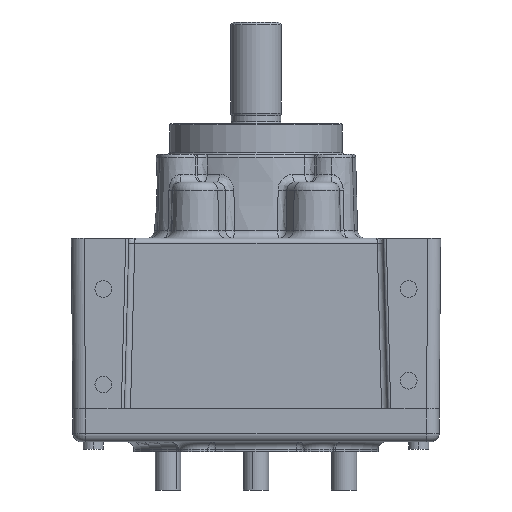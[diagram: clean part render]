
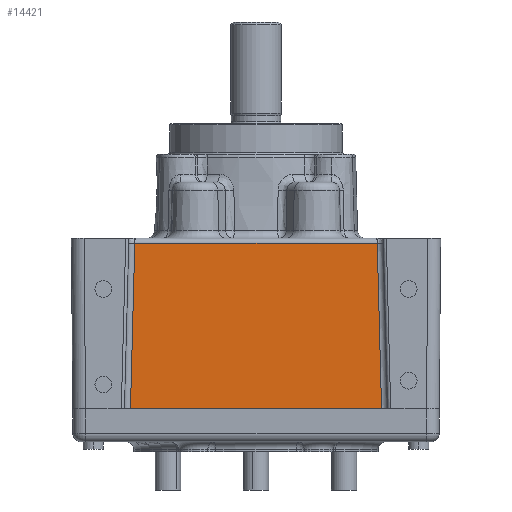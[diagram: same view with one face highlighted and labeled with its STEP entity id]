
A CAD part, front view. The second image highlights one B-rep face of the part: STEP entity #14421.
In plain terms, the highlighted planar face has unit normal (0, -1, -0.018).
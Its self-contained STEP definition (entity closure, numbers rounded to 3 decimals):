
#455 = EDGE_LOOP ( 'NONE', ( #3388, #8907, #6480, #8033 ) ) ;
#858 = VERTEX_POINT ( 'NONE', #4659 ) ;
#874 = CARTESIAN_POINT ( 'NONE',  ( -24.677, -63.943, -0.2 ) ) ;
#2481 = FACE_OUTER_BOUND ( 'NONE', #455, .T. ) ;
#2524 = EDGE_CURVE ( 'Defeature ausgef�hrt7_39+Defeature ausgef�hrt7_289+Defeature ausgef�hrt7_216+Defeature ausgef�hrt7_214', #5897, #858, #11023, .T. ) ;
#2564 = DIRECTION ( 'NONE',  ( 1., 0., 0. ) ) ;
#2601 = CARTESIAN_POINT ( 'NONE',  ( -25., -63.943, -0.2 ) ) ;
#2602 = EDGE_CURVE ( 'Defeature ausgef�hrt7_39+Defeature ausgef�hrt7_216+Defeature ausgef�hrt7_136+Defeature ausgef�hrt7_289', #6456, #5897, #9590, .T. ) ;
#3060 = VECTOR ( 'NONE', #5131, 1000. ) ;
#3388 = ORIENTED_EDGE ( 'NONE', *, *, #2602, .T. ) ;
#3635 = VECTOR ( 'NONE', #11207, 1000. ) ;
#4322 = CARTESIAN_POINT ( 'NONE',  ( -25., -64.527, 33.3 ) ) ;
#4484 = AXIS2_PLACEMENT_3D ( 'NONE', #4322, #12390, #5484 ) ;
#4659 = CARTESIAN_POINT ( 'NONE',  ( 24.677, -63.943, -0.2 ) ) ;
#4897 = CARTESIAN_POINT ( 'NONE',  ( -23.827, -64.51, 32.283 ) ) ;
#5131 = DIRECTION ( 'NONE',  ( -0.026, 0.017, -1. ) ) ;
#5484 = DIRECTION ( 'NONE',  ( 0., 0.017, -1. ) ) ;
#5897 = VERTEX_POINT ( 'NONE', #874 ) ;
#6456 = VERTEX_POINT ( 'NONE', #4897 ) ;
#6480 = ORIENTED_EDGE ( 'NONE', *, *, #12360, .T. ) ;
#6611 = PLANE ( 'NONE',  #4484 ) ;
#6621 = CARTESIAN_POINT ( 'NONE',  ( 23.828, -64.509, 32.251 ) ) ;
#6921 = DIRECTION ( 'NONE',  ( -1., 0., 0. ) ) ;
#7616 = VECTOR ( 'NONE', #2564, 1000. ) ;
#8033 = ORIENTED_EDGE ( 'NONE', *, *, #9195, .T. ) ;
#8661 = LINE ( 'NONE', #14990, #14444 ) ;
#8907 = ORIENTED_EDGE ( 'NONE', *, *, #2524, .T. ) ;
#9195 = EDGE_CURVE ( 'Defeature ausgef�hrt7_39+Defeature ausgef�hrt7_136+Defeature ausgef�hrt7_214+Defeature ausgef�hrt7_216', #11085, #6456, #8661, .T. ) ;
#9429 = LINE ( 'NONE', #6621, #3635 ) ;
#9590 = LINE ( 'NONE', #12028, #3060 ) ;
#11023 = LINE ( 'NONE', #2601, #7616 ) ;
#11085 = VERTEX_POINT ( 'NONE', #14183 ) ;
#11207 = DIRECTION ( 'NONE',  ( -0.026, -0.017, 1. ) ) ;
#12028 = CARTESIAN_POINT ( 'NONE',  ( -24.691, -63.933, -0.731 ) ) ;
#12360 = EDGE_CURVE ( 'Defeature ausgef�hrt7_39+Defeature ausgef�hrt7_214+Defeature ausgef�hrt7_289+Defeature ausgef�hrt7_136', #858, #11085, #9429, .T. ) ;
#12390 = DIRECTION ( 'NONE',  ( 0., -1., -0.017 ) ) ;
#14183 = CARTESIAN_POINT ( 'NONE',  ( 23.827, -64.51, 32.283 ) ) ;
#14421 = ADVANCED_FACE ( 'Defeature ausgef�hrt7_39', ( #2481 ), #6611, .T. ) ;
#14444 = VECTOR ( 'NONE', #6921, 1000. ) ;
#14990 = CARTESIAN_POINT ( 'NONE',  ( -25., -64.51, 32.283 ) ) ;
